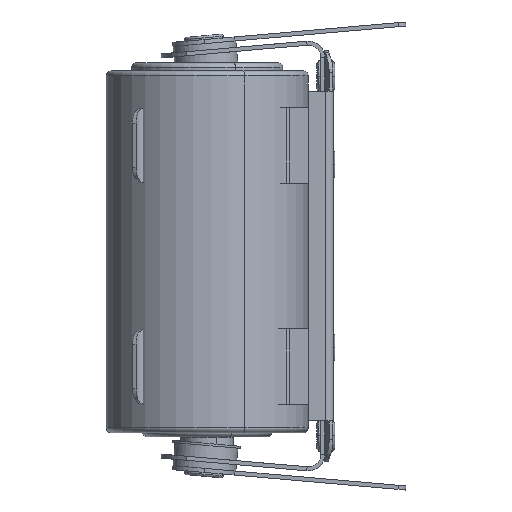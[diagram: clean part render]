
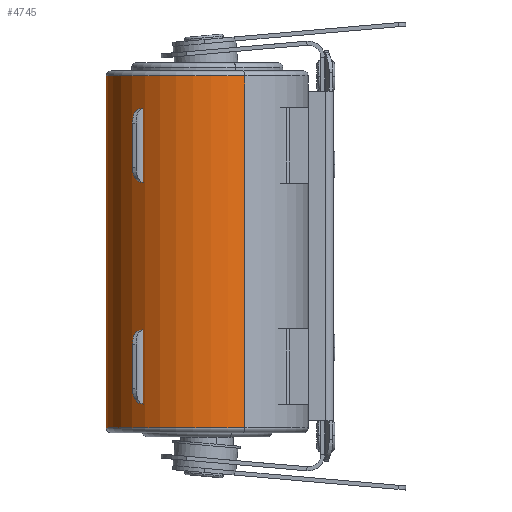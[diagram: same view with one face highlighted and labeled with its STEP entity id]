
A CAD part, left-side view. The second image highlights one B-rep face of the part: STEP entity #4745.
In plain terms, the highlighted cylindrical face has radius 12.7 mm (diameter 25.4 mm), a partial arc.
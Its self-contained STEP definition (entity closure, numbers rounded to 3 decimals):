
#130 = AXIS2_PLACEMENT_3D ( 'NONE', #3739, #15424, #14272 ) ;
#792 = ORIENTED_EDGE ( 'NONE', *, *, #15874, .T. ) ;
#1103 = DIRECTION ( 'NONE',  ( -0.928, -0.373, 0. ) ) ;
#1553 = EDGE_CURVE ( 'NONE', #9535, #8079, #7663, .T. ) ;
#2577 = FACE_OUTER_BOUND ( 'NONE', #11033, .T. ) ;
#3280 = DIRECTION ( 'NONE',  ( 0., 0., -1. ) ) ;
#3684 = ORIENTED_EDGE ( 'NONE', *, *, #1553, .T. ) ;
#3739 = CARTESIAN_POINT ( 'NONE',  ( -2.301, 6.759, 16.595 ) ) ;
#4745 = ADVANCED_FACE ( 'NONE', ( #2577 ), #10274, .T. ) ;
#5882 = EDGE_CURVE ( 'NONE', #11570, #12084, #8795, .T. ) ;
#6042 = AXIS2_PLACEMENT_3D ( 'NONE', #7008, #3280, #11148 ) ;
#6913 = ORIENTED_EDGE ( 'NONE', *, *, #5882, .F. ) ;
#7008 = CARTESIAN_POINT ( 'NONE',  ( -2.301, 6.759, 81.426 ) ) ;
#7663 = LINE ( 'NONE', #12519, #15077 ) ;
#8079 = VERTEX_POINT ( 'NONE', #11122 ) ;
#8246 = CIRCLE ( 'NONE', #10415, 12.7 ) ;
#8625 = CARTESIAN_POINT ( 'NONE',  ( -2.301, 6.759, 37.23 ) ) ;
#8795 = LINE ( 'NONE', #16569, #13311 ) ;
#9535 = VERTEX_POINT ( 'NONE', #11425 ) ;
#10274 = CYLINDRICAL_SURFACE ( 'NONE', #130, 12.7 ) ;
#10415 = AXIS2_PLACEMENT_3D ( 'NONE', #8625, #13984, #1103 ) ;
#11033 = EDGE_LOOP ( 'NONE', ( #6913, #792, #3684, #13814 ) ) ;
#11122 = CARTESIAN_POINT ( 'NONE',  ( 9.484, 11.493, 37.23 ) ) ;
#11148 = DIRECTION ( 'NONE',  ( 0.928, 0.373, 0. ) ) ;
#11391 = DIRECTION ( 'NONE',  ( 0., 0., -1. ) ) ;
#11425 = CARTESIAN_POINT ( 'NONE',  ( 9.484, 11.493, 81.426 ) ) ;
#11457 = EDGE_CURVE ( 'NONE', #8079, #12084, #8246, .T. ) ;
#11570 = VERTEX_POINT ( 'NONE', #13215 ) ;
#12084 = VERTEX_POINT ( 'NONE', #12134 ) ;
#12134 = CARTESIAN_POINT ( 'NONE',  ( -14.085, 2.025, 37.23 ) ) ;
#12519 = CARTESIAN_POINT ( 'NONE',  ( 9.484, 11.493, 16.595 ) ) ;
#12782 = DIRECTION ( 'NONE',  ( 0., 0., -1. ) ) ;
#13215 = CARTESIAN_POINT ( 'NONE',  ( -14.085, 2.025, 81.426 ) ) ;
#13311 = VECTOR ( 'NONE', #12782, 1000. ) ;
#13814 = ORIENTED_EDGE ( 'NONE', *, *, #11457, .T. ) ;
#13984 = DIRECTION ( 'NONE',  ( 0., 0., 1. ) ) ;
#14272 = DIRECTION ( 'NONE',  ( 0.928, 0.373, 0. ) ) ;
#15077 = VECTOR ( 'NONE', #11391, 1000. ) ;
#15242 = CIRCLE ( 'NONE', #6042, 12.7 ) ;
#15424 = DIRECTION ( 'NONE',  ( 0., 0., -1. ) ) ;
#15874 = EDGE_CURVE ( 'NONE', #11570, #9535, #15242, .T. ) ;
#16569 = CARTESIAN_POINT ( 'NONE',  ( -14.085, 2.025, 16.595 ) ) ;
